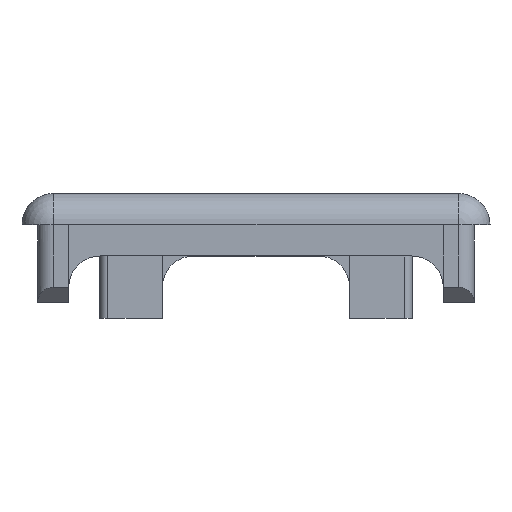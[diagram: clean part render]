
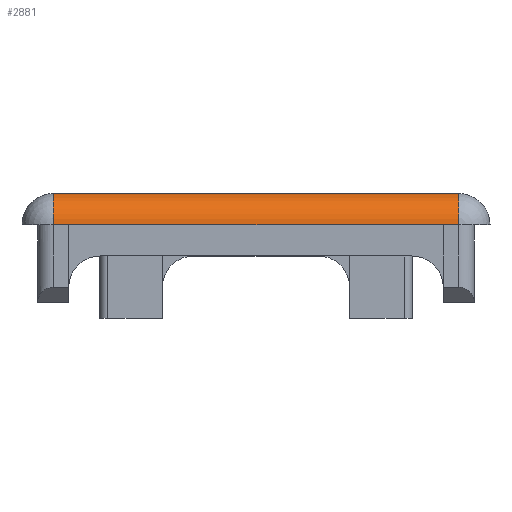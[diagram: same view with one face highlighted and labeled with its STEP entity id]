
A CAD part, front view. The second image highlights one B-rep face of the part: STEP entity #2881.
In plain terms, the highlighted cylindrical face has radius 5 mm (diameter 10 mm), a partial arc.
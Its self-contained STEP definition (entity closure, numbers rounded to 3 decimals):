
#71 = ORIENTED_EDGE ( 'NONE', *, *, #1877, .T. ) ;
#144 = LINE ( 'NONE', #2405, #4942 ) ;
#150 = LINE ( 'NONE', #1608, #823 ) ;
#344 = CARTESIAN_POINT ( 'NONE',  ( 70., 5., 5. ) ) ;
#378 = DIRECTION ( 'NONE',  ( 0., 0., -1. ) ) ;
#405 = EDGE_LOOP ( 'NONE', ( #2328, #982, #2169, #71, #1170, #2892 ) ) ;
#435 = CARTESIAN_POINT ( 'NONE',  ( 0., 0., 0. ) ) ;
#550 = AXIS2_PLACEMENT_3D ( 'NONE', #5090, #2281, #378 ) ;
#675 = DIRECTION ( 'NONE',  ( 1., 0., 0. ) ) ;
#823 = VECTOR ( 'NONE', #2078, 1000. ) ;
#922 = CARTESIAN_POINT ( 'NONE',  ( 5., 0., 0. ) ) ;
#982 = ORIENTED_EDGE ( 'NONE', *, *, #1088, .T. ) ;
#1010 = DIRECTION ( 'NONE',  ( 1., 0., 0. ) ) ;
#1037 = CARTESIAN_POINT ( 'NONE',  ( 7.5, 0., 0. ) ) ;
#1056 = DIRECTION ( 'NONE',  ( 1., 0., 0. ) ) ;
#1088 = EDGE_CURVE ( 'NONE', #2192, #3542, #1123, .T. ) ;
#1123 = LINE ( 'NONE', #435, #3430 ) ;
#1170 = ORIENTED_EDGE ( 'NONE', *, *, #4740, .F. ) ;
#1458 = VECTOR ( 'NONE', #675, 1000. ) ;
#1608 = CARTESIAN_POINT ( 'NONE',  ( 0., 5., 5. ) ) ;
#1853 = CARTESIAN_POINT ( 'NONE',  ( 5., 5., 0. ) ) ;
#1858 = CIRCLE ( 'NONE', #2352, 5. ) ;
#1877 = EDGE_CURVE ( 'NONE', #3960, #3508, #144, .T. ) ;
#2018 = CIRCLE ( 'NONE', #2762, 5. ) ;
#2078 = DIRECTION ( 'NONE',  ( 1., 0., 0. ) ) ;
#2131 = EDGE_CURVE ( 'NONE', #4742, #3334, #150, .T. ) ;
#2169 = ORIENTED_EDGE ( 'NONE', *, *, #4421, .T. ) ;
#2192 = VERTEX_POINT ( 'NONE', #922 ) ;
#2281 = DIRECTION ( 'NONE',  ( 1., 0., 0. ) ) ;
#2328 = ORIENTED_EDGE ( 'NONE', *, *, #4801, .T. ) ;
#2352 = AXIS2_PLACEMENT_3D ( 'NONE', #1853, #1056, #4203 ) ;
#2362 = CYLINDRICAL_SURFACE ( 'NONE', #550, 5. ) ;
#2405 = CARTESIAN_POINT ( 'NONE',  ( 0., 0., 0. ) ) ;
#2762 = AXIS2_PLACEMENT_3D ( 'NONE', #4538, #1010, #3796 ) ;
#2881 = ADVANCED_FACE ( 'NONE', ( #3520 ), #2362, .T. ) ;
#2892 = ORIENTED_EDGE ( 'NONE', *, *, #2131, .F. ) ;
#3059 = LINE ( 'NONE', #1037, #1458 ) ;
#3257 = CARTESIAN_POINT ( 'NONE',  ( 70., 0., 0. ) ) ;
#3290 = CARTESIAN_POINT ( 'NONE',  ( 7.5, 0., 0. ) ) ;
#3334 = VERTEX_POINT ( 'NONE', #344 ) ;
#3430 = VECTOR ( 'NONE', #3965, 1000. ) ;
#3508 = VERTEX_POINT ( 'NONE', #3257 ) ;
#3520 = FACE_OUTER_BOUND ( 'NONE', #405, .T. ) ;
#3542 = VERTEX_POINT ( 'NONE', #3290 ) ;
#3796 = DIRECTION ( 'NONE',  ( 0., 0., -1. ) ) ;
#3960 = VERTEX_POINT ( 'NONE', #4566 ) ;
#3965 = DIRECTION ( 'NONE',  ( 1., 0., 0. ) ) ;
#4203 = DIRECTION ( 'NONE',  ( 0., 0., 1. ) ) ;
#4421 = EDGE_CURVE ( 'NONE', #3542, #3960, #3059, .T. ) ;
#4538 = CARTESIAN_POINT ( 'NONE',  ( 70., 5., 0. ) ) ;
#4566 = CARTESIAN_POINT ( 'NONE',  ( 67.5, 0., 0. ) ) ;
#4740 = EDGE_CURVE ( 'NONE', #3334, #3508, #2018, .T. ) ;
#4742 = VERTEX_POINT ( 'NONE', #4949 ) ;
#4801 = EDGE_CURVE ( 'NONE', #4742, #2192, #1858, .T. ) ;
#4856 = DIRECTION ( 'NONE',  ( 1., 0., 0. ) ) ;
#4942 = VECTOR ( 'NONE', #4856, 1000. ) ;
#4949 = CARTESIAN_POINT ( 'NONE',  ( 5., 5., 5. ) ) ;
#5090 = CARTESIAN_POINT ( 'NONE',  ( 0., 5., 0. ) ) ;
